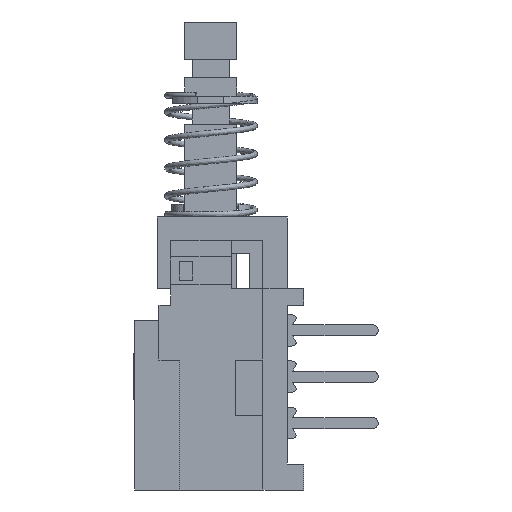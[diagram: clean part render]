
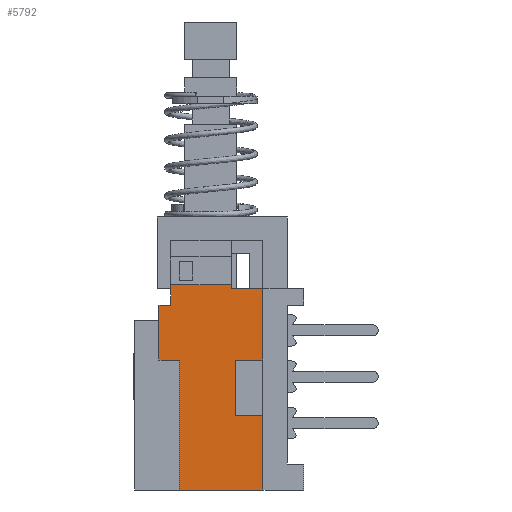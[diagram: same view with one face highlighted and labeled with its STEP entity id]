
A CAD part, left-side view. The second image highlights one B-rep face of the part: STEP entity #5792.
In plain terms, the highlighted planar face has unit normal (-1, 0, 0).
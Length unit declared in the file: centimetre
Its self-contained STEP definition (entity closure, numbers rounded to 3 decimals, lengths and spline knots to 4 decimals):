
#174=FACE_OUTER_BOUND('',#474,.T.);
#474=EDGE_LOOP('',(#3904,#3905,#3906,#3907,#3908,#3909,#3910,#3911,#3912,
#3913,#3914,#3915,#3916,#3917,#3918));
#765=LINE('',#7979,#1549);
#825=LINE('',#8108,#1609);
#865=LINE('',#8195,#1649);
#869=LINE('',#8203,#1653);
#874=LINE('',#8213,#1658);
#879=LINE('',#8224,#1663);
#884=LINE('',#8234,#1668);
#885=LINE('',#8236,#1669);
#886=LINE('',#8238,#1670);
#887=LINE('',#8239,#1671);
#888=LINE('',#8241,#1672);
#889=LINE('',#8243,#1673);
#890=LINE('',#8244,#1674);
#891=LINE('',#8245,#1675);
#892=LINE('',#8246,#1676);
#1549=VECTOR('',#6454,1.);
#1609=VECTOR('',#6548,1.);
#1649=VECTOR('',#6606,1.);
#1653=VECTOR('',#6610,1.);
#1658=VECTOR('',#6617,1.);
#1663=VECTOR('',#6626,1.);
#1668=VECTOR('',#6635,1.);
#1669=VECTOR('',#6636,1.);
#1670=VECTOR('',#6637,1.);
#1671=VECTOR('',#6638,1.);
#1672=VECTOR('',#6639,1.);
#1673=VECTOR('',#6640,1.);
#1674=VECTOR('',#6641,1.);
#1675=VECTOR('',#6642,1.);
#1676=VECTOR('',#6643,1.);
#2333=VERTEX_POINT('',#7976);
#2334=VERTEX_POINT('',#7978);
#2386=VERTEX_POINT('',#8106);
#2423=VERTEX_POINT('',#8192);
#2424=VERTEX_POINT('',#8194);
#2427=VERTEX_POINT('',#8200);
#2428=VERTEX_POINT('',#8202);
#2430=VERTEX_POINT('',#8207);
#2432=VERTEX_POINT('',#8211);
#2435=VERTEX_POINT('',#8221);
#2439=VERTEX_POINT('',#8233);
#2440=VERTEX_POINT('',#8235);
#2441=VERTEX_POINT('',#8237);
#2442=VERTEX_POINT('',#8240);
#2443=VERTEX_POINT('',#8242);
#2897=EDGE_CURVE('',#2334,#2333,#765,.T.);
#2961=EDGE_CURVE('',#2333,#2386,#825,.T.);
#3001=EDGE_CURVE('',#2424,#2423,#865,.T.);
#3005=EDGE_CURVE('',#2428,#2427,#869,.T.);
#3010=EDGE_CURVE('',#2430,#2432,#874,.T.);
#3015=EDGE_CURVE('',#2386,#2435,#879,.T.);
#3020=EDGE_CURVE('',#2435,#2439,#884,.T.);
#3021=EDGE_CURVE('',#2440,#2439,#885,.T.);
#3022=EDGE_CURVE('',#2440,#2441,#886,.T.);
#3023=EDGE_CURVE('',#2428,#2441,#887,.T.);
#3024=EDGE_CURVE('',#2427,#2442,#888,.T.);
#3025=EDGE_CURVE('',#2442,#2443,#889,.T.);
#3026=EDGE_CURVE('',#2443,#2424,#890,.T.);
#3027=EDGE_CURVE('',#2430,#2423,#891,.T.);
#3028=EDGE_CURVE('',#2432,#2334,#892,.T.);
#3904=ORIENTED_EDGE('',*,*,#2961,.T.);
#3905=ORIENTED_EDGE('',*,*,#3015,.T.);
#3906=ORIENTED_EDGE('',*,*,#3020,.T.);
#3907=ORIENTED_EDGE('',*,*,#3021,.F.);
#3908=ORIENTED_EDGE('',*,*,#3022,.T.);
#3909=ORIENTED_EDGE('',*,*,#3023,.F.);
#3910=ORIENTED_EDGE('',*,*,#3005,.T.);
#3911=ORIENTED_EDGE('',*,*,#3024,.T.);
#3912=ORIENTED_EDGE('',*,*,#3025,.T.);
#3913=ORIENTED_EDGE('',*,*,#3026,.T.);
#3914=ORIENTED_EDGE('',*,*,#3001,.T.);
#3915=ORIENTED_EDGE('',*,*,#3027,.F.);
#3916=ORIENTED_EDGE('',*,*,#3010,.T.);
#3917=ORIENTED_EDGE('',*,*,#3028,.T.);
#3918=ORIENTED_EDGE('',*,*,#2897,.T.);
#5523=PLANE('',#6110);
#5792=ADVANCED_FACE('',(#174),#5523,.T.);
#6110=AXIS2_PLACEMENT_3D('',#8232,#6633,#6634);
#6454=DIRECTION('',(0.,1.,0.));
#6548=DIRECTION('',(0.,0.,-1.));
#6606=DIRECTION('',(0.,0.,1.));
#6610=DIRECTION('',(0.,0.,1.));
#6617=DIRECTION('',(0.,1.,0.));
#6626=DIRECTION('',(0.,1.,0.));
#6633=DIRECTION('center_axis',(-1.,0.,0.));
#6634=DIRECTION('ref_axis',(0.,0.,
1.));
#6635=DIRECTION('',(0.,0.,-1.));
#6636=DIRECTION('',(0.,1.,0.));
#6637=DIRECTION('',(0.,0.,-1.));
#6638=DIRECTION('',(0.,1.,0.));
#6639=DIRECTION('',(0.,1.,0.));
#6640=DIRECTION('',(0.,0.,1.));
#6641=DIRECTION('',(0.,-1.,0.));
#6642=DIRECTION('',(0.,-1.,0.));
#6643=DIRECTION('',(0.,0.,1.));
#7976=CARTESIAN_POINT('',(-0.365,0.2171,-0.33));
#7978=CARTESIAN_POINT('',(-0.365,-0.11,-0.33));
#7979=CARTESIAN_POINT('',(-0.365,-0.0314,-0.33));
#8106=CARTESIAN_POINT('',(-0.365,0.2171,-0.44));
#8108=CARTESIAN_POINT('',(-0.365,0.2171,-0.3725));
#8192=CARTESIAN_POINT('',(-0.365,-0.28,-0.35));
#8194=CARTESIAN_POINT('',(-0.365,-0.28,-0.735));
#8195=CARTESIAN_POINT('',(-0.365,-0.28,-1.435));
#8200=CARTESIAN_POINT('',(-0.365,-0.28,-1.035));
#8202=CARTESIAN_POINT('',(-0.365,-0.28,-1.435));
#8203=CARTESIAN_POINT('',(-0.365,-0.28,-1.435));
#8207=CARTESIAN_POINT('',(-0.365,-0.21,-0.35));
#8211=CARTESIAN_POINT('',(-0.365,-0.11,-0.35));
#8213=CARTESIAN_POINT('',(-0.365,-0.28,-0.35));
#8221=CARTESIAN_POINT('',(-0.365,0.28,-0.44));
#8224=CARTESIAN_POINT('',(-0.365,-0.0314,-0.44));
#8232=CARTESIAN_POINT('Origin',(-0.365,-0.28,-0.35));
#8233=CARTESIAN_POINT('',(-0.365,0.28,-0.735));
#8234=CARTESIAN_POINT('',(-0.365,0.28,-0.735));
#8235=CARTESIAN_POINT('',(-0.365,0.17,-0.735));
#8236=CARTESIAN_POINT('',(-0.365,0.17,-0.735));
#8237=CARTESIAN_POINT('',(-0.365,0.17,-1.435));
#8238=CARTESIAN_POINT('',(-0.365,0.17,-1.435));
#8239=CARTESIAN_POINT('',(-0.365,-0.28,-1.435));
#8240=CARTESIAN_POINT('',(-0.365,-0.13,-1.035));
#8241=CARTESIAN_POINT('',(-0.365,-0.28,-1.035));
#8242=CARTESIAN_POINT('',(-0.365,-0.13,-0.735));
#8243=CARTESIAN_POINT('',(-0.365,-0.13,-0.6175));
#8244=CARTESIAN_POINT('',(-0.365,-0.28,-0.735));
#8245=CARTESIAN_POINT('',(-0.365,-0.21,-0.35));
#8246=CARTESIAN_POINT('',(-0.365,-0.11,-0.35));
